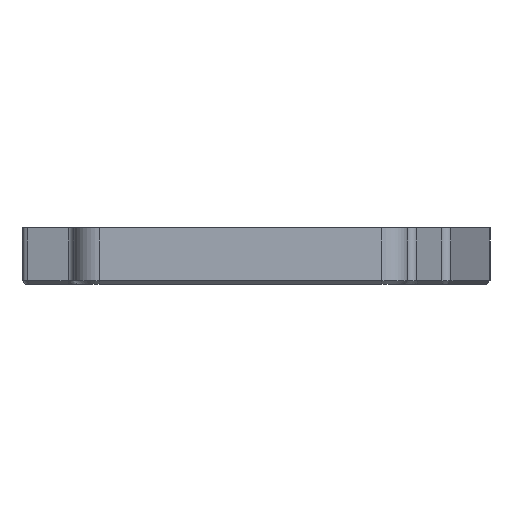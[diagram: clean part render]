
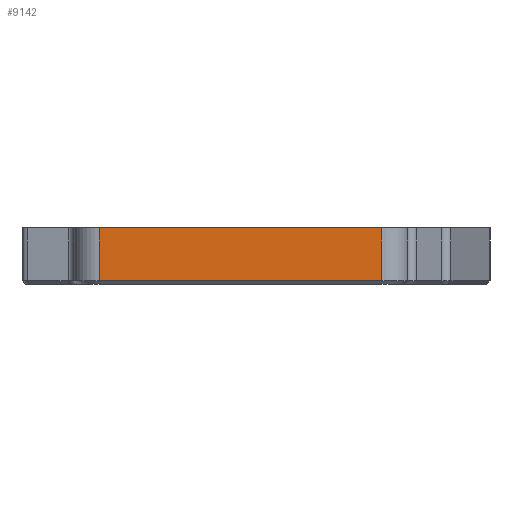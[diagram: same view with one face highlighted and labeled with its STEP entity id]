
A CAD part, left-side view. The second image highlights one B-rep face of the part: STEP entity #9142.
In plain terms, the highlighted planar face has unit normal (-1, 0, 0).
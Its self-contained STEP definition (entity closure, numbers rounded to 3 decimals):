
#185 = PLANE('',#186);
#186 = AXIS2_PLACEMENT_3D('',#187,#188,#189);
#187 = CARTESIAN_POINT('',(94.422,-6.987,11.1));
#188 = DIRECTION('',(0.,0.,1.));
#189 = DIRECTION('',(0.97,0.242,0.));
#1162 = VERTEX_POINT('',#1163);
#1163 = CARTESIAN_POINT('',(-110.549,31.983,11.1));
#1182 = CYLINDRICAL_SURFACE('',#1183,5.);
#1183 = AXIS2_PLACEMENT_3D('',#1184,#1185,#1186);
#1184 = CARTESIAN_POINT('',(-105.549,31.983,0.));
#1185 = DIRECTION('',(-0.,0.,-1.));
#1186 = DIRECTION('',(-0.97,0.242,-0.));
#1194 = EDGE_CURVE('',#1195,#1162,#1197,.T.);
#1195 = VERTEX_POINT('',#1196);
#1196 = CARTESIAN_POINT('',(-110.549,-23.617,11.1));
#1197 = SURFACE_CURVE('',#1198,(#1202,#1209),.PCURVE_S1.);
#1198 = LINE('',#1199,#1200);
#1199 = CARTESIAN_POINT('',(-110.549,4.183,11.1));
#1200 = VECTOR('',#1201,1.);
#1201 = DIRECTION('',(0.,1.,0.));
#1202 = PCURVE('',#185,#1203);
#1203 = DEFINITIONAL_REPRESENTATION('',(#1204),#1208);
#1204 = LINE('',#1205,#1206);
#1205 = CARTESIAN_POINT('',(-196.179,60.425));
#1206 = VECTOR('',#1207,1.);
#1207 = DIRECTION('',(0.242,0.97));
#1208 = ( GEOMETRIC_REPRESENTATION_CONTEXT(2) 
PARAMETRIC_REPRESENTATION_CONTEXT() REPRESENTATION_CONTEXT('2D SPACE',''
  ) );
#1209 = PCURVE('',#1210,#1215);
#1210 = PLANE('',#1211);
#1211 = AXIS2_PLACEMENT_3D('',#1212,#1213,#1214);
#1212 = CARTESIAN_POINT('',(-110.549,-23.617,0.));
#1213 = DIRECTION('',(1.,0.,-0.));
#1214 = DIRECTION('',(0.,-1.,0.));
#1215 = DEFINITIONAL_REPRESENTATION('',(#1216),#1220);
#1216 = LINE('',#1217,#1218);
#1217 = CARTESIAN_POINT('',(-27.8,-11.1));
#1218 = VECTOR('',#1219,1.);
#1219 = DIRECTION('',(-1.,0.));
#1220 = ( GEOMETRIC_REPRESENTATION_CONTEXT(2) 
PARAMETRIC_REPRESENTATION_CONTEXT() REPRESENTATION_CONTEXT('2D SPACE',''
  ) );
#1243 = CYLINDRICAL_SURFACE('',#1244,5.);
#1244 = AXIS2_PLACEMENT_3D('',#1245,#1246,#1247);
#1245 = CARTESIAN_POINT('',(-105.549,-23.617,0.));
#1246 = DIRECTION('',(-0.,0.,-1.));
#1247 = DIRECTION('',(-0.97,0.242,-0.));
#5654 = PLANE('',#5655);
#5655 = AXIS2_PLACEMENT_3D('',#5656,#5657,#5658);
#5656 = CARTESIAN_POINT('',(-110.199,-23.617,0.35));
#5657 = DIRECTION('',(0.707,0.,0.707)
  );
#5658 = DIRECTION('',(0.,-1.,0.));
#9047 = EDGE_CURVE('',#9048,#1162,#9050,.T.);
#9048 = VERTEX_POINT('',#9049);
#9049 = CARTESIAN_POINT('',(-110.549,31.983,0.7));
#9050 = SURFACE_CURVE('',#9051,(#9055,#9062),.PCURVE_S1.);
#9051 = LINE('',#9052,#9053);
#9052 = CARTESIAN_POINT('',(-110.549,31.983,0.));
#9053 = VECTOR('',#9054,1.);
#9054 = DIRECTION('',(-0.,-0.,1.));
#9055 = PCURVE('',#1182,#9056);
#9056 = DEFINITIONAL_REPRESENTATION('',(#9057),#9061);
#9057 = LINE('',#9058,#9059);
#9058 = CARTESIAN_POINT('',(6.039,0.));
#9059 = VECTOR('',#9060,1.);
#9060 = DIRECTION('',(0.,-1.));
#9061 = ( GEOMETRIC_REPRESENTATION_CONTEXT(2) 
PARAMETRIC_REPRESENTATION_CONTEXT() REPRESENTATION_CONTEXT('2D SPACE',''
  ) );
#9062 = PCURVE('',#1210,#9063);
#9063 = DEFINITIONAL_REPRESENTATION('',(#9064),#9068);
#9064 = LINE('',#9065,#9066);
#9065 = CARTESIAN_POINT('',(-55.6,-0.));
#9066 = VECTOR('',#9067,1.);
#9067 = DIRECTION('',(-0.,-1.));
#9068 = ( GEOMETRIC_REPRESENTATION_CONTEXT(2) 
PARAMETRIC_REPRESENTATION_CONTEXT() REPRESENTATION_CONTEXT('2D SPACE',''
  ) );
#9142 = ADVANCED_FACE('',(#9143),#1210,.F.);
#9143 = FACE_BOUND('',#9144,.T.);
#9144 = EDGE_LOOP('',(#9145,#9168,#9169,#9170));
#9145 = ORIENTED_EDGE('',*,*,#9146,.T.);
#9146 = EDGE_CURVE('',#9147,#1195,#9149,.T.);
#9147 = VERTEX_POINT('',#9148);
#9148 = CARTESIAN_POINT('',(-110.549,-23.617,0.7));
#9149 = SURFACE_CURVE('',#9150,(#9154,#9161),.PCURVE_S1.);
#9150 = LINE('',#9151,#9152);
#9151 = CARTESIAN_POINT('',(-110.549,-23.617,0.));
#9152 = VECTOR('',#9153,1.);
#9153 = DIRECTION('',(-0.,-0.,1.));
#9154 = PCURVE('',#1210,#9155);
#9155 = DEFINITIONAL_REPRESENTATION('',(#9156),#9160);
#9156 = LINE('',#9157,#9158);
#9157 = CARTESIAN_POINT('',(-0.,-0.));
#9158 = VECTOR('',#9159,1.);
#9159 = DIRECTION('',(-0.,-1.));
#9160 = ( GEOMETRIC_REPRESENTATION_CONTEXT(2) 
PARAMETRIC_REPRESENTATION_CONTEXT() REPRESENTATION_CONTEXT('2D SPACE',''
  ) );
#9161 = PCURVE('',#1243,#9162);
#9162 = DEFINITIONAL_REPRESENTATION('',(#9163),#9167);
#9163 = LINE('',#9164,#9165);
#9164 = CARTESIAN_POINT('',(6.039,0.));
#9165 = VECTOR('',#9166,1.);
#9166 = DIRECTION('',(0.,-1.));
#9167 = ( GEOMETRIC_REPRESENTATION_CONTEXT(2) 
PARAMETRIC_REPRESENTATION_CONTEXT() REPRESENTATION_CONTEXT('2D SPACE',''
  ) );
#9168 = ORIENTED_EDGE('',*,*,#1194,.T.);
#9169 = ORIENTED_EDGE('',*,*,#9047,.F.);
#9170 = ORIENTED_EDGE('',*,*,#9171,.F.);
#9171 = EDGE_CURVE('',#9147,#9048,#9172,.T.);
#9172 = SURFACE_CURVE('',#9173,(#9177,#9184),.PCURVE_S1.);
#9173 = LINE('',#9174,#9175);
#9174 = CARTESIAN_POINT('',(-110.549,-23.617,0.7));
#9175 = VECTOR('',#9176,1.);
#9176 = DIRECTION('',(0.,1.,0.));
#9177 = PCURVE('',#1210,#9178);
#9178 = DEFINITIONAL_REPRESENTATION('',(#9179),#9183);
#9179 = LINE('',#9180,#9181);
#9180 = CARTESIAN_POINT('',(-0.,-0.7));
#9181 = VECTOR('',#9182,1.);
#9182 = DIRECTION('',(-1.,0.));
#9183 = ( GEOMETRIC_REPRESENTATION_CONTEXT(2) 
PARAMETRIC_REPRESENTATION_CONTEXT() REPRESENTATION_CONTEXT('2D SPACE',''
  ) );
#9184 = PCURVE('',#5654,#9185);
#9185 = DEFINITIONAL_REPRESENTATION('',(#9186),#9190);
#9186 = LINE('',#9187,#9188);
#9187 = CARTESIAN_POINT('',(-0.,-0.495));
#9188 = VECTOR('',#9189,1.);
#9189 = DIRECTION('',(-1.,0.));
#9190 = ( GEOMETRIC_REPRESENTATION_CONTEXT(2) 
PARAMETRIC_REPRESENTATION_CONTEXT() REPRESENTATION_CONTEXT('2D SPACE',''
  ) );
